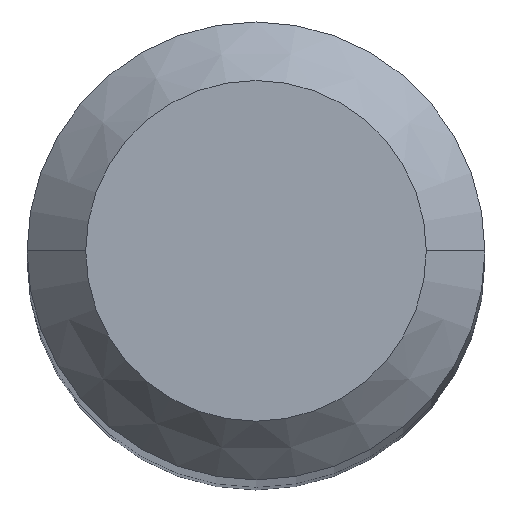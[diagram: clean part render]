
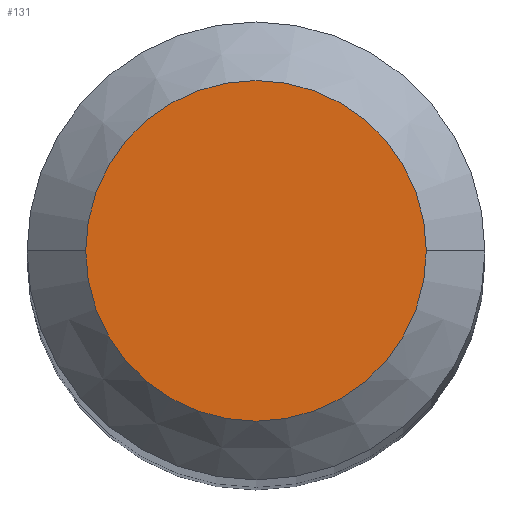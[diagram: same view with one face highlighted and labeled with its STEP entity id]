
A CAD part, top view. The second image highlights one B-rep face of the part: STEP entity #131.
In plain terms, the highlighted planar face has unit normal (0, 0, 1).
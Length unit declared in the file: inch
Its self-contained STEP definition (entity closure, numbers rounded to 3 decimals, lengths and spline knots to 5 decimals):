
#2 = CARTESIAN_POINT ( 'NONE',  ( 0., 0., 0. ) ) ;
#3 = AXIS2_PLACEMENT_3D ( 'NONE', #417, #82, #48 ) ;
#6 = DIRECTION ( 'NONE',  ( 1., 0., 0. ) ) ;
#24 = ORIENTED_EDGE ( 'NONE', *, *, #203, .T. ) ;
#47 = CARTESIAN_POINT ( 'NONE',  ( 0.0581, 0., 0. ) ) ;
#48 = DIRECTION ( 'NONE',  ( -1., 0., 0. ) ) ;
#74 = AXIS2_PLACEMENT_3D ( 'NONE', #393, #225, #423 ) ;
#82 = DIRECTION ( 'NONE',  ( 0., 0., -1. ) ) ;
#103 = CARTESIAN_POINT ( 'NONE',  ( -0.0581, 0., 0. ) ) ;
#108 = DIRECTION ( 'NONE',  ( 0., 0., 1. ) ) ;
#123 = VERTEX_POINT ( 'NONE', #47 ) ;
#131 = ADVANCED_FACE ( 'NONE', ( #142 ), #277, .F. ) ;
#140 = ORIENTED_EDGE ( 'NONE', *, *, #298, .T. ) ;
#142 = FACE_OUTER_BOUND ( 'NONE', #416, .T. ) ;
#203 = EDGE_CURVE ( 'NONE', #123, #418, #260, .T. ) ;
#225 = DIRECTION ( 'NONE',  ( 0., 0., 1. ) ) ;
#260 = CIRCLE ( 'NONE', #74, 0.0581 ) ;
#274 = AXIS2_PLACEMENT_3D ( 'NONE', #2, #108, #6 ) ;
#277 = PLANE ( 'NONE',  #3 ) ;
#293 = CIRCLE ( 'NONE', #274, 0.0581 ) ;
#298 = EDGE_CURVE ( 'NONE', #418, #123, #293, .T. ) ;
#393 = CARTESIAN_POINT ( 'NONE',  ( 0., 0., 0. ) ) ;
#416 = EDGE_LOOP ( 'NONE', ( #140, #24 ) ) ;
#417 = CARTESIAN_POINT ( 'NONE',  ( 0., 0.0581, 0. ) ) ;
#418 = VERTEX_POINT ( 'NONE', #103 ) ;
#423 = DIRECTION ( 'NONE',  ( 1., 0., 0. ) ) ;
